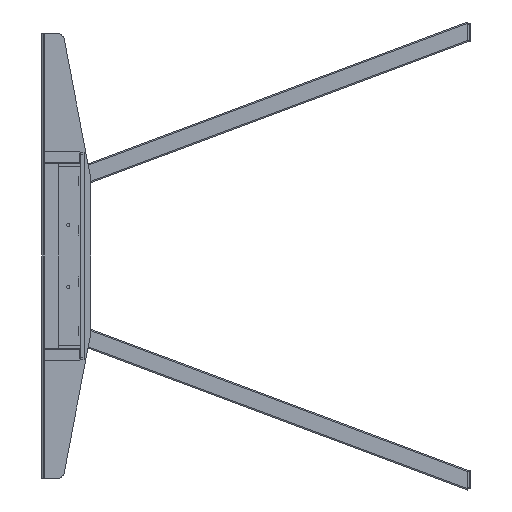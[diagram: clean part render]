
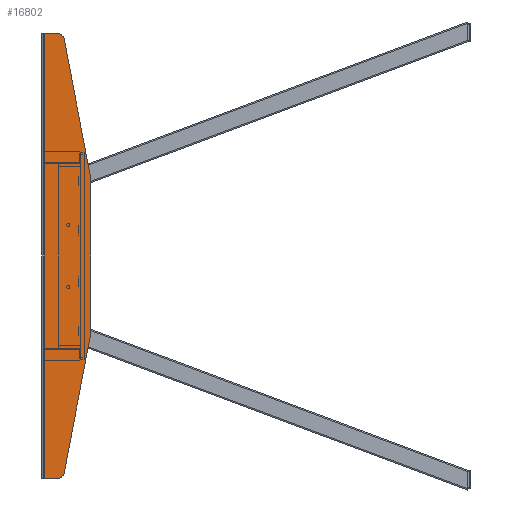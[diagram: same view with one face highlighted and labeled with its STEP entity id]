
A CAD part, left-side view. The second image highlights one B-rep face of the part: STEP entity #16802.
In plain terms, the highlighted planar face has unit normal (-1, 0, 0).
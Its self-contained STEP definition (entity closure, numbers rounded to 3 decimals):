
#91 = EDGE_CURVE ( 'NONE', #9929, #1479, #15828, .T. ) ;
#237 = EDGE_CURVE ( 'NONE', #20799, #19465, #14263, .T. ) ;
#335 = CARTESIAN_POINT ( 'NONE',  ( -1050., 615.101, -122.154 ) ) ;
#589 = CIRCLE ( 'NONE', #8935, 10. ) ;
#638 = EDGE_CURVE ( 'NONE', #4795, #17662, #5416, .T. ) ;
#760 = EDGE_CURVE ( 'NONE', #6415, #19465, #7499, .T. ) ;
#1030 = AXIS2_PLACEMENT_3D ( 'NONE', #6607, #9816, #11471 ) ;
#1315 = ORIENTED_EDGE ( 'NONE', *, *, #15200, .F. ) ;
#1479 = VERTEX_POINT ( 'NONE', #11383 ) ;
#1654 = DIRECTION ( 'NONE',  ( 0., 0., -1. ) ) ;
#3212 = CARTESIAN_POINT ( 'NONE',  ( -1050., 615.101, 122.154 ) ) ;
#3511 = EDGE_CURVE ( 'NONE', #6415, #15922, #3983, .T. ) ;
#3609 = CARTESIAN_POINT ( 'NONE',  ( -1050., 668.368, 360. ) ) ;
#3754 = DIRECTION ( 'NONE',  ( 0., -0.188, -0.982 ) ) ;
#3827 = CARTESIAN_POINT ( 'NONE',  ( -1050., 645.101, -122.154 ) ) ;
#3830 = DIRECTION ( 'NONE',  ( 0., -1., 0. ) ) ;
#3983 = LINE ( 'NONE', #10500, #14619 ) ;
#4004 = PLANE ( 'NONE',  #4698 ) ;
#4568 = EDGE_CURVE ( 'NONE', #9929, #6436, #17669, .T. ) ;
#4584 = EDGE_LOOP ( 'NONE', ( #14258, #6332, #1315, #15553, #6235, #10542, #14053, #13826, #16222, #11459 ) ) ;
#4698 = AXIS2_PLACEMENT_3D ( 'NONE', #10601, #5589, #20568 ) ;
#4795 = VERTEX_POINT ( 'NONE', #4948 ) ;
#4948 = CARTESIAN_POINT ( 'NONE',  ( -1050., 658.546, 351.881 ) ) ;
#5015 = CARTESIAN_POINT ( 'NONE',  ( -1050., 691.101, -360. ) ) ;
#5416 = LINE ( 'NONE', #12211, #6442 ) ;
#5439 = CARTESIAN_POINT ( 'NONE',  ( -1050., 668.368, 350. ) ) ;
#5518 = FACE_OUTER_BOUND ( 'NONE', #4584, .T. ) ;
#5589 = DIRECTION ( 'NONE',  ( -1., 0., 0. ) ) ;
#6235 = ORIENTED_EDGE ( 'NONE', *, *, #638, .F. ) ;
#6332 = ORIENTED_EDGE ( 'NONE', *, *, #4568, .T. ) ;
#6355 = CARTESIAN_POINT ( 'NONE',  ( -1050., 660.101, -360. ) ) ;
#6415 = VERTEX_POINT ( 'NONE', #6920 ) ;
#6436 = VERTEX_POINT ( 'NONE', #335 ) ;
#6442 = VECTOR ( 'NONE', #3754, 1000. ) ;
#6607 = CARTESIAN_POINT ( 'NONE',  ( -1050., 668.368, -350. ) ) ;
#6920 = CARTESIAN_POINT ( 'NONE',  ( -1050., 691.101, 360. ) ) ;
#7436 = CARTESIAN_POINT ( 'NONE',  ( -1050., 691.101, 360. ) ) ;
#7499 = LINE ( 'NONE', #7436, #12660 ) ;
#7839 = CARTESIAN_POINT ( 'NONE',  ( -1050., 615.636, -127.796 ) ) ;
#8255 = DIRECTION ( 'NONE',  ( 0., 1., 0. ) ) ;
#8746 = CIRCLE ( 'NONE', #1030, 10. ) ;
#8823 = VECTOR ( 'NONE', #9773, 1000. ) ;
#8935 = AXIS2_PLACEMENT_3D ( 'NONE', #5439, #10374, #13778 ) ;
#9773 = DIRECTION ( 'NONE',  ( 0., 0.188, -0.982 ) ) ;
#9816 = DIRECTION ( 'NONE',  ( -1., 0., 0. ) ) ;
#9852 = VECTOR ( 'NONE', #8255, 1000. ) ;
#9878 = DIRECTION ( 'NONE',  ( 0., 0., 1. ) ) ;
#9929 = VERTEX_POINT ( 'NONE', #7839 ) ;
#10059 = CARTESIAN_POINT ( 'NONE',  ( -1050., 695.101, -360. ) ) ;
#10374 = DIRECTION ( 'NONE',  ( -1., 0., 0. ) ) ;
#10497 = DIRECTION ( 'NONE',  ( 0., 0., 1. ) ) ;
#10500 = CARTESIAN_POINT ( 'NONE',  ( -1050., 660.101, 360. ) ) ;
#10515 = EDGE_CURVE ( 'NONE', #4795, #15922, #589, .T. ) ;
#10542 = ORIENTED_EDGE ( 'NONE', *, *, #10515, .T. ) ;
#10601 = CARTESIAN_POINT ( 'NONE',  ( -1050., 695.101, 360. ) ) ;
#11036 = AXIS2_PLACEMENT_3D ( 'NONE', #21412, #14657, #9878 ) ;
#11383 = CARTESIAN_POINT ( 'NONE',  ( -1050., 658.546, -351.881 ) ) ;
#11459 = ORIENTED_EDGE ( 'NONE', *, *, #21374, .T. ) ;
#11471 = DIRECTION ( 'NONE',  ( 0., 0., 1. ) ) ;
#12211 = CARTESIAN_POINT ( 'NONE',  ( -1050., 615.101, 125. ) ) ;
#12492 = DIRECTION ( 'NONE',  ( 0., 0., -1. ) ) ;
#12660 = VECTOR ( 'NONE', #12492, 1000. ) ;
#12874 = EDGE_CURVE ( 'NONE', #19510, #17662, #18099, .T. ) ;
#13108 = VECTOR ( 'NONE', #1654, 1000. ) ;
#13778 = DIRECTION ( 'NONE',  ( 0., 0., 1. ) ) ;
#13826 = ORIENTED_EDGE ( 'NONE', *, *, #760, .T. ) ;
#13973 = DIRECTION ( 'NONE',  ( -1., 0., 0. ) ) ;
#14053 = ORIENTED_EDGE ( 'NONE', *, *, #3511, .F. ) ;
#14258 = ORIENTED_EDGE ( 'NONE', *, *, #91, .F. ) ;
#14263 = LINE ( 'NONE', #10059, #9852 ) ;
#14619 = VECTOR ( 'NONE', #3830, 1000. ) ;
#14657 = DIRECTION ( 'NONE',  ( -1., 0., 0. ) ) ;
#15200 = EDGE_CURVE ( 'NONE', #19510, #6436, #20072, .T. ) ;
#15475 = CARTESIAN_POINT ( 'NONE',  ( -1050., 668.368, -360. ) ) ;
#15553 = ORIENTED_EDGE ( 'NONE', *, *, #12874, .T. ) ;
#15794 = AXIS2_PLACEMENT_3D ( 'NONE', #3827, #13973, #10497 ) ;
#15828 = LINE ( 'NONE', #6355, #8823 ) ;
#15922 = VERTEX_POINT ( 'NONE', #3609 ) ;
#16222 = ORIENTED_EDGE ( 'NONE', *, *, #237, .F. ) ;
#16786 = CARTESIAN_POINT ( 'NONE',  ( -1050., 615.101, -125. ) ) ;
#16802 = ADVANCED_FACE ( 'NONE', ( #5518 ), #4004, .T. ) ;
#17662 = VERTEX_POINT ( 'NONE', #20428 ) ;
#17669 = CIRCLE ( 'NONE', #15794, 30. ) ;
#18099 = CIRCLE ( 'NONE', #11036, 30. ) ;
#19465 = VERTEX_POINT ( 'NONE', #5015 ) ;
#19510 = VERTEX_POINT ( 'NONE', #3212 ) ;
#20072 = LINE ( 'NONE', #16786, #13108 ) ;
#20428 = CARTESIAN_POINT ( 'NONE',  ( -1050., 615.636, 127.796 ) ) ;
#20568 = DIRECTION ( 'NONE',  ( 0., 0., 1. ) ) ;
#20799 = VERTEX_POINT ( 'NONE', #15475 ) ;
#21374 = EDGE_CURVE ( 'NONE', #20799, #1479, #8746, .T. ) ;
#21412 = CARTESIAN_POINT ( 'NONE',  ( -1050., 645.101, 122.154 ) ) ;
